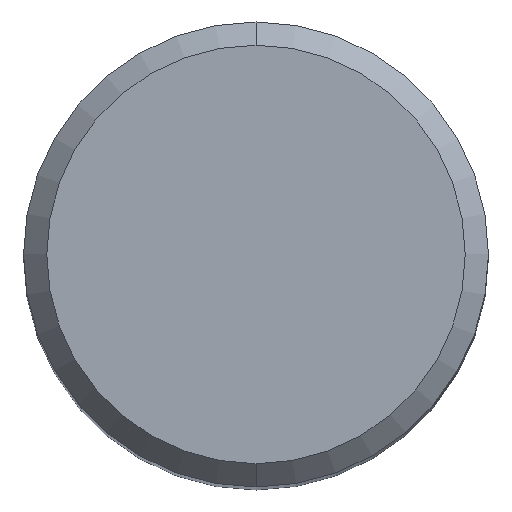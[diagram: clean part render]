
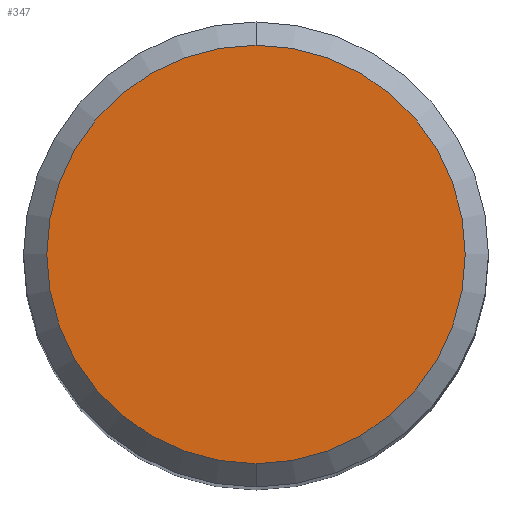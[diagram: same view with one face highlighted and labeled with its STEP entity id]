
A CAD part, top view. The second image highlights one B-rep face of the part: STEP entity #347.
In plain terms, the highlighted planar face has unit normal (0, 0, 1).
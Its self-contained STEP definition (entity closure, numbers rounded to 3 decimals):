
#193=VERTEX_POINT('',#485);
#275=VERTEX_POINT('',#576);
#309=EDGE_CURVE('',#193,#275,#615,.T.);
#317=EDGE_CURVE('',#275,#193,#624,.T.);
#347=ADVANCED_FACE('',(#655),#656,.T.);
#485=CARTESIAN_POINT('',(0.0,4.5,0.0));
#576=CARTESIAN_POINT('',(0.,-4.5,0.0));
#615=CIRCLE('',#1073,4.5);
#624=CIRCLE('',#1107,4.5);
#655=FACE_OUTER_BOUND('',#1190,.T.);
#656=PLANE('',#1191);
#1073=AXIS2_PLACEMENT_3D('',#1595,#1596,#1597);
#1107=AXIS2_PLACEMENT_3D('',#1606,#1607,#1608);
#1190=EDGE_LOOP('',(#1634,#1635));
#1191=AXIS2_PLACEMENT_3D('',#1636,#1637,#1638);
#1595=CARTESIAN_POINT('',(0.0,0.0,0.0));
#1596=DIRECTION('',(0.0,0.0,-1.0));
#1597=DIRECTION('',(0.0,1.0,0.0));
#1606=CARTESIAN_POINT('',(0.0,0.0,0.0));
#1607=DIRECTION('',(0.0,0.0,-1.0));
#1608=DIRECTION('',(0.0,1.0,0.0));
#1634=ORIENTED_EDGE('',*,*,#309,.F.);
#1635=ORIENTED_EDGE('',*,*,#317,.F.);
#1636=CARTESIAN_POINT('',(0.0,2.25,0.0));
#1637=DIRECTION('',(-0.0,0.0,1.0));
#1638=DIRECTION('',(0.0,-1.0,0.0));
